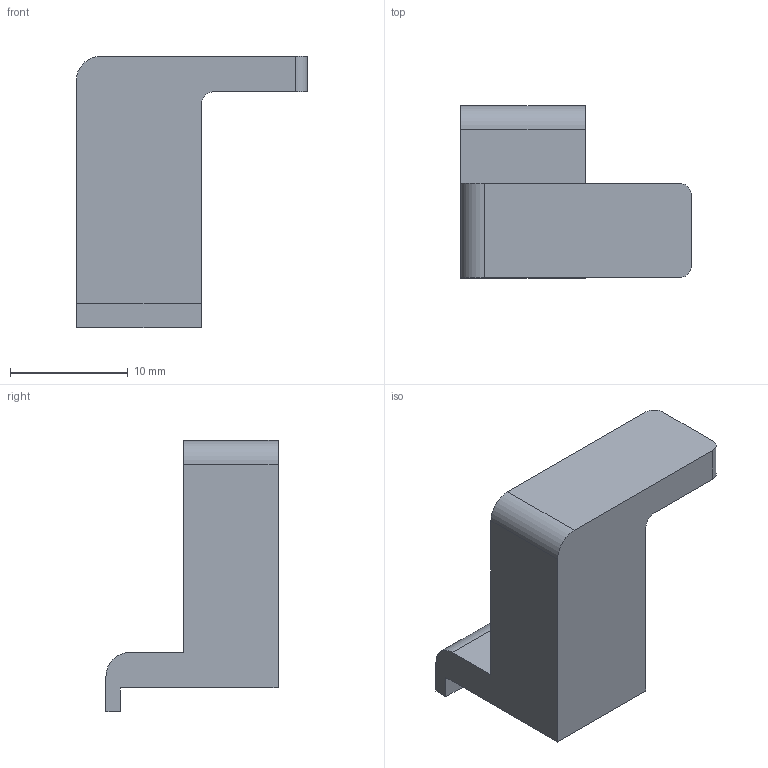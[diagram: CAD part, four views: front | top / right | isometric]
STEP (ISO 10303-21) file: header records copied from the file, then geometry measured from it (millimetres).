
FILE_DESCRIPTION(/* description */ (''),/* implementation_level */ '2;1');
FILE_NAME(/* name */ 'X endstop finger - non-DAB.step',/* time_stamp */ '2023-09-25T01:42:39+08:00',/* author */ (''),/* organization */ (''),/* preprocessor_version */ 'ST-DEVELOPER v20',/* originating_system */ 'Autodesk Translation Framework v12.14.0.127',/* authorisation */ '');
FILE_SCHEMA (('AUTOMOTIVE_DESIGN { 1 0 10303 214 3 1 1 }'));
Length unit declared in the file: millimetre
Products named in the file (1): X endstop finger - non-DAB
Bounding box: 19.6 x 14.6 x 23 mm (x, y, z)
Volume: 1602.9 mm3; surface area: 1561.6 mm2
Topology: 1 solids, 1 shells, 23 faces, 63 edges, 42 vertices
Faces by surface type: plane 16, cylinder 7
Full cylindrical faces by diameter (mm): 3.2 x1
Entity records: 770 total; most frequent: CARTESIAN_POINT 129, DIRECTION 127, ORIENTED_EDGE 126, EDGE_CURVE 63, LINE 47, VECTOR 47, VERTEX_POINT 42, AXIS2_PLACEMENT_3D 40
